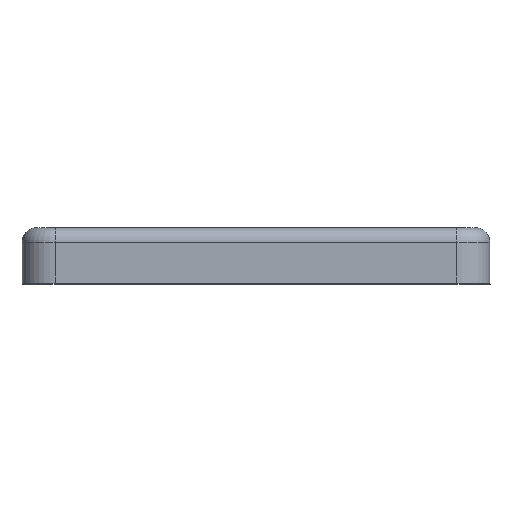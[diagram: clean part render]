
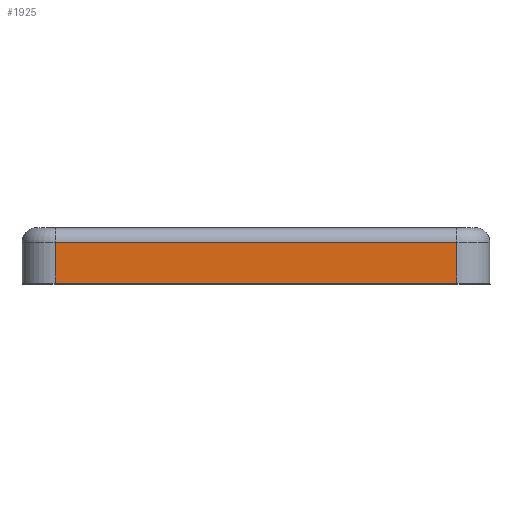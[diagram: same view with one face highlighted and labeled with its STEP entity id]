
A CAD part, top view. The second image highlights one B-rep face of the part: STEP entity #1925.
In plain terms, the highlighted planar face has unit normal (0, 0, 1).
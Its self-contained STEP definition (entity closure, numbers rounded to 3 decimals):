
#22 = VERTEX_POINT ( 'NONE', #880 ) ;
#52 = EDGE_CURVE ( 'NONE', #22, #1638, #1981, .T. ) ;
#57 = VECTOR ( 'NONE', #94, 1000. ) ;
#94 = DIRECTION ( 'NONE',  ( 0., -1., 0. ) ) ;
#121 = DIRECTION ( 'NONE',  ( 0., 0., 1. ) ) ;
#122 = VERTEX_POINT ( 'NONE', #2211 ) ;
#130 = EDGE_CURVE ( 'NONE', #2334, #22, #1268, .T. ) ;
#144 = FACE_OUTER_BOUND ( 'NONE', #1907, .T. ) ;
#315 = DIRECTION ( 'NONE',  ( 0., -1., 0. ) ) ;
#369 = CARTESIAN_POINT ( 'NONE',  ( 10.85, -3., 19.05 ) ) ;
#643 = CARTESIAN_POINT ( 'NONE',  ( -10.85, -3., 19.05 ) ) ;
#721 = PLANE ( 'NONE',  #1774 ) ;
#777 = ORIENTED_EDGE ( 'NONE', *, *, #997, .T. ) ;
#880 = CARTESIAN_POINT ( 'NONE',  ( 10.85, -0.8, 19.05 ) ) ;
#889 = LINE ( 'NONE', #900, #1165 ) ;
#900 = CARTESIAN_POINT ( 'NONE',  ( -10.85, 0., 19.05 ) ) ;
#909 = EDGE_CURVE ( 'NONE', #122, #1638, #1555, .T. ) ;
#990 = ORIENTED_EDGE ( 'NONE', *, *, #909, .T. ) ;
#997 = EDGE_CURVE ( 'NONE', #2334, #122, #889, .T. ) ;
#1051 = CARTESIAN_POINT ( 'NONE',  ( -10.85, 0., 19.05 ) ) ;
#1060 = CARTESIAN_POINT ( 'NONE',  ( -10.85, -0.8, 19.05 ) ) ;
#1153 = DIRECTION ( 'NONE',  ( 1., 0., 0. ) ) ;
#1165 = VECTOR ( 'NONE', #315, 1000. ) ;
#1268 = LINE ( 'NONE', #2022, #1662 ) ;
#1368 = ORIENTED_EDGE ( 'NONE', *, *, #52, .F. ) ;
#1390 = DIRECTION ( 'NONE',  ( 1., 0., 0. ) ) ;
#1555 = LINE ( 'NONE', #643, #2023 ) ;
#1638 = VERTEX_POINT ( 'NONE', #369 ) ;
#1662 = VECTOR ( 'NONE', #1153, 1000. ) ;
#1774 = AXIS2_PLACEMENT_3D ( 'NONE', #1051, #121, #2015 ) ;
#1907 = EDGE_LOOP ( 'NONE', ( #990, #1368, #2163, #777 ) ) ;
#1925 = ADVANCED_FACE ( 'NONE', ( #144 ), #721, .T. ) ;
#1981 = LINE ( 'NONE', #2154, #57 ) ;
#2015 = DIRECTION ( 'NONE',  ( 0., -1., 0. ) ) ;
#2022 = CARTESIAN_POINT ( 'NONE',  ( -10.85, -0.8, 19.05 ) ) ;
#2023 = VECTOR ( 'NONE', #1390, 1000. ) ;
#2154 = CARTESIAN_POINT ( 'NONE',  ( 10.85, 0., 19.05 ) ) ;
#2163 = ORIENTED_EDGE ( 'NONE', *, *, #130, .F. ) ;
#2211 = CARTESIAN_POINT ( 'NONE',  ( -10.85, -3., 19.05 ) ) ;
#2334 = VERTEX_POINT ( 'NONE', #1060 ) ;
